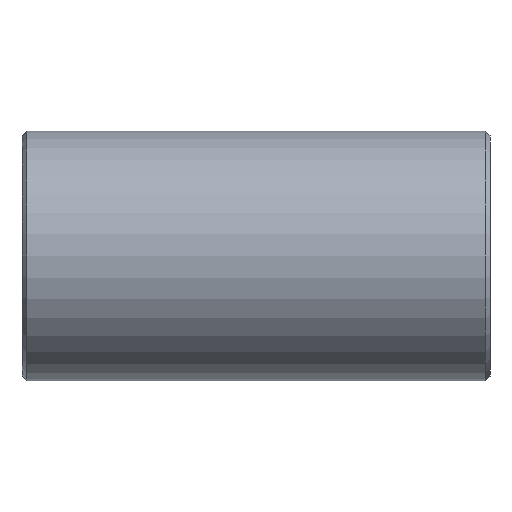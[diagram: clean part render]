
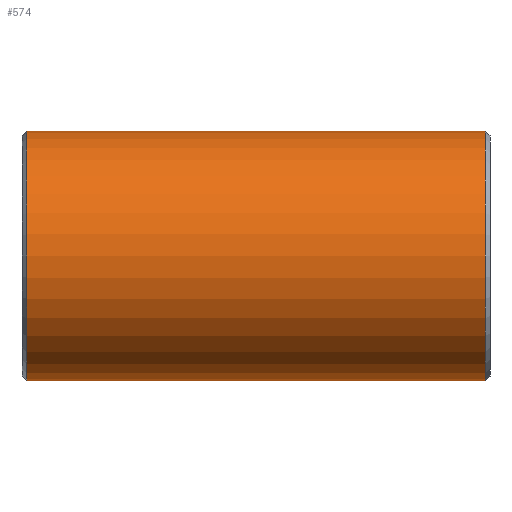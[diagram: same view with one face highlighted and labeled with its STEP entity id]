
A CAD part, front view. The second image highlights one B-rep face of the part: STEP entity #574.
In plain terms, the highlighted cylindrical face has radius 50.8 mm (diameter 101.6 mm), a partial arc.
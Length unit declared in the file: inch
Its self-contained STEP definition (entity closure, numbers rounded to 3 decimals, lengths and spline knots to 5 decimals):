
#8 = DIRECTION ( 'NONE',  ( -1., 0., 0. ) ) ;
#12 = AXIS2_PLACEMENT_3D ( 'NONE', #753, #8, #206 ) ;
#26 = VERTEX_POINT ( 'NONE', #667 ) ;
#88 = VERTEX_POINT ( 'NONE', #263 ) ;
#102 = DIRECTION ( 'NONE',  ( -1., 0., 0. ) ) ;
#117 = ORIENTED_EDGE ( 'NONE', *, *, #445, .T. ) ;
#120 = CIRCLE ( 'NONE', #711, 2. ) ;
#122 = ORIENTED_EDGE ( 'NONE', *, *, #433, .F. ) ;
#126 = EDGE_LOOP ( 'NONE', ( #122, #117, #579, #759 ) ) ;
#162 = VECTOR ( 'NONE', #102, 39.37008 ) ;
#206 = DIRECTION ( 'NONE',  ( 0., 0., 1. ) ) ;
#208 = VERTEX_POINT ( 'NONE', #745 ) ;
#219 = LINE ( 'NONE', #408, #162 ) ;
#245 = CARTESIAN_POINT ( 'NONE',  ( 3.67467, 0., 0. ) ) ;
#251 = CARTESIAN_POINT ( 'NONE',  ( 3.75, 0., -2. ) ) ;
#263 = CARTESIAN_POINT ( 'NONE',  ( -3.67467, 0., -2. ) ) ;
#297 = DIRECTION ( 'NONE',  ( 1., 0., 0. ) ) ;
#305 = EDGE_CURVE ( 'NONE', #208, #449, #219, .T. ) ;
#368 = DIRECTION ( 'NONE',  ( -1., 0., 0. ) ) ;
#380 = VECTOR ( 'NONE', #677, 39.37008 ) ;
#387 = EDGE_CURVE ( 'NONE', #449, #88, #675, .T. ) ;
#408 = CARTESIAN_POINT ( 'NONE',  ( 3.75, 0., 2. ) ) ;
#425 = LINE ( 'NONE', #251, #380 ) ;
#433 = EDGE_CURVE ( 'NONE', #26, #88, #425, .T. ) ;
#445 = EDGE_CURVE ( 'NONE', #26, #208, #120, .T. ) ;
#447 = CYLINDRICAL_SURFACE ( 'NONE', #12, 2. ) ;
#449 = VERTEX_POINT ( 'NONE', #611 ) ;
#489 = DIRECTION ( 'NONE',  ( 0., 0., 1. ) ) ;
#545 = DIRECTION ( 'NONE',  ( 0., 0., -1. ) ) ;
#552 = CARTESIAN_POINT ( 'NONE',  ( -3.67467, 0., 0. ) ) ;
#572 = FACE_OUTER_BOUND ( 'NONE', #126, .T. ) ;
#574 = ADVANCED_FACE ( 'NONE', ( #572 ), #447, .T. ) ;
#579 = ORIENTED_EDGE ( 'NONE', *, *, #305, .T. ) ;
#611 = CARTESIAN_POINT ( 'NONE',  ( -3.67467, 0., 2. ) ) ;
#667 = CARTESIAN_POINT ( 'NONE',  ( 3.67467, 0., -2. ) ) ;
#675 = CIRCLE ( 'NONE', #722, 2. ) ;
#677 = DIRECTION ( 'NONE',  ( -1., 0., 0. ) ) ;
#711 = AXIS2_PLACEMENT_3D ( 'NONE', #245, #368, #545 ) ;
#722 = AXIS2_PLACEMENT_3D ( 'NONE', #552, #297, #489 ) ;
#745 = CARTESIAN_POINT ( 'NONE',  ( 3.67467, 0., 2. ) ) ;
#753 = CARTESIAN_POINT ( 'NONE',  ( 3.75, 0., 0. ) ) ;
#759 = ORIENTED_EDGE ( 'NONE', *, *, #387, .T. ) ;
